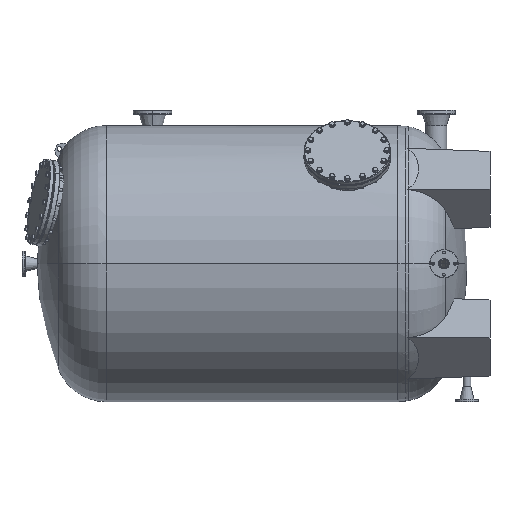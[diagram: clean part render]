
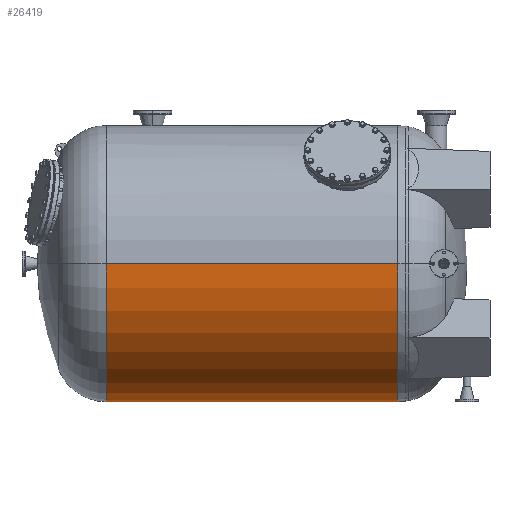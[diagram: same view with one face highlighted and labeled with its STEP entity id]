
A CAD part, left-side view. The second image highlights one B-rep face of the part: STEP entity #26419.
In plain terms, the highlighted cylindrical face has radius 900 mm (diameter 1800 mm), a partial arc.
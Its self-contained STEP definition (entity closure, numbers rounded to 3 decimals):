
#921 = CARTESIAN_POINT ( 'NONE',  ( 803.778, 1481.954, 29.066 ) ) ;
#1495 = VERTEX_POINT ( 'NONE', #44060 ) ;
#1523 = DIRECTION ( 'NONE',  ( 0., 1., 0. ) ) ;
#1799 = EDGE_CURVE ( 'NONE', #15161, #16681, #42138, .T. ) ;
#2417 = CARTESIAN_POINT ( 'NONE',  ( 803.778, 1031.954, 29.066 ) ) ;
#8700 = VECTOR ( 'NONE', #20458, 1000. ) ;
#9224 = CARTESIAN_POINT ( 'NONE',  ( -96.222, -868.046, 29.066 ) ) ;
#10490 = LINE ( 'NONE', #39188, #8700 ) ;
#10850 = CARTESIAN_POINT ( 'NONE',  ( -996.222, 1031.954, 29.066 ) ) ;
#11201 = VERTEX_POINT ( 'NONE', #56089 ) ;
#13506 = FACE_OUTER_BOUND ( 'NONE', #49357, .T. ) ;
#15161 = VERTEX_POINT ( 'NONE', #2417 ) ;
#16681 = VERTEX_POINT ( 'NONE', #10850 ) ;
#19259 = EDGE_CURVE ( 'NONE', #1495, #16681, #10490, .T. ) ;
#20458 = DIRECTION ( 'NONE',  ( 0., 1., 0. ) ) ;
#21220 = LINE ( 'NONE', #921, #27587 ) ;
#21928 = CARTESIAN_POINT ( 'NONE',  ( -96.222, 1481.954, 29.066 ) ) ;
#23849 = AXIS2_PLACEMENT_3D ( 'NONE', #9224, #27643, #46886 ) ;
#26419 = ADVANCED_FACE ( 'NONE', ( #13506 ), #40929, .T. ) ;
#26580 = EDGE_CURVE ( 'NONE', #11201, #15161, #21220, .T. ) ;
#27587 = VECTOR ( 'NONE', #1523, 1000. ) ;
#27643 = DIRECTION ( 'NONE',  ( 0., 1., 0. ) ) ;
#30690 = DIRECTION ( 'NONE',  ( 0., 1., 0. ) ) ;
#33108 = ORIENTED_EDGE ( 'NONE', *, *, #1799, .F. ) ;
#35805 = CIRCLE ( 'NONE', #23849, 900. ) ;
#35879 = EDGE_CURVE ( 'NONE', #11201, #1495, #35805, .T. ) ;
#36276 = DIRECTION ( 'NONE',  ( -1., 0., 0. ) ) ;
#36759 = ORIENTED_EDGE ( 'NONE', *, *, #19259, .T. ) ;
#37424 = ORIENTED_EDGE ( 'NONE', *, *, #35879, .T. ) ;
#39188 = CARTESIAN_POINT ( 'NONE',  ( -996.222, 1481.954, 29.066 ) ) ;
#40929 = CYLINDRICAL_SURFACE ( 'NONE', #59364, 900. ) ;
#42138 = CIRCLE ( 'NONE', #59020, 900. ) ;
#44060 = CARTESIAN_POINT ( 'NONE',  ( -996.222, -868.046, 29.066 ) ) ;
#46141 = DIRECTION ( 'NONE',  ( 0., 1., 0. ) ) ;
#46886 = DIRECTION ( 'NONE',  ( -1., 0., 0. ) ) ;
#49357 = EDGE_LOOP ( 'NONE', ( #54407, #37424, #36759, #33108 ) ) ;
#49645 = DIRECTION ( 'NONE',  ( -1., 0., 0. ) ) ;
#54407 = ORIENTED_EDGE ( 'NONE', *, *, #26580, .F. ) ;
#56089 = CARTESIAN_POINT ( 'NONE',  ( 803.778, -868.046, 29.066 ) ) ;
#59020 = AXIS2_PLACEMENT_3D ( 'NONE', #59278, #30690, #49645 ) ;
#59278 = CARTESIAN_POINT ( 'NONE',  ( -96.222, 1031.954, 29.066 ) ) ;
#59364 = AXIS2_PLACEMENT_3D ( 'NONE', #21928, #46141, #36276 ) ;
